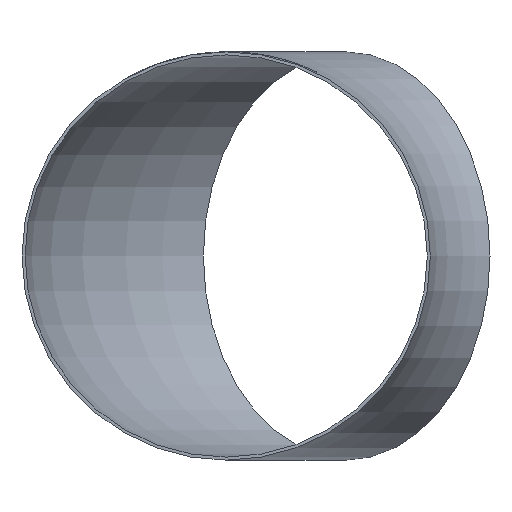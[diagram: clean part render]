
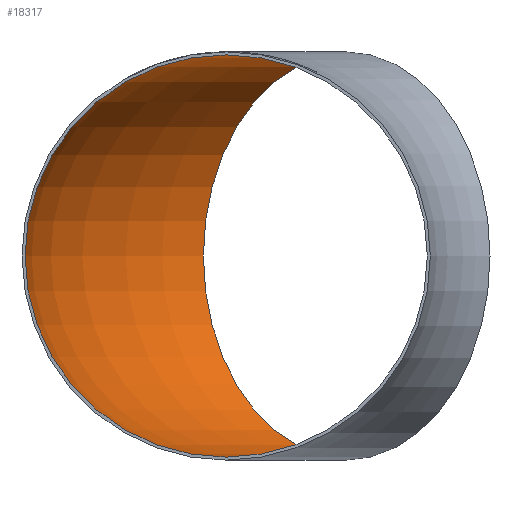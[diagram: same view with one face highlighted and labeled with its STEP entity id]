
A CAD part, front view. The second image highlights one B-rep face of the part: STEP entity #18317.
In plain terms, the highlighted toroidal (fillet/blend) face has major radius 406 mm and minor radius 200.2 mm.
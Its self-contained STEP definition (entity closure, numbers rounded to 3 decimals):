
#1850 = DIRECTION ( 'NONE',  ( 0., 0., -1. ) ) ;
#2839 = DIRECTION ( 'NONE',  ( 0.707, 0.707, 0. ) ) ;
#3212 = CARTESIAN_POINT ( 'NONE',  ( -287.085, 287.085, 0. ) ) ;
#4363 = FACE_OUTER_BOUND ( 'NONE', #17547, .T. ) ;
#5904 = DIRECTION ( 'NONE',  ( -0.707, 0.707, 0. ) ) ;
#6658 = CARTESIAN_POINT ( 'NONE',  ( -428.648, 428.648, 0. ) ) ;
#9003 = DIRECTION ( 'NONE',  ( 0., 1., 0. ) ) ;
#9035 = AXIS2_PLACEMENT_3D ( 'NONE', #20725, #9003, #20356 ) ;
#12434 = VERTEX_POINT ( 'NONE', #6658 ) ;
#13319 = CIRCLE ( 'NONE', #18242, 200.2 ) ;
#15124 = VERTEX_POINT ( 'NONE', #21273 ) ;
#16100 = CARTESIAN_POINT ( 'NONE',  ( 0., 0., 0. ) ) ;
#17547 = EDGE_LOOP ( 'NONE', ( #23520 ) ) ;
#18242 = AXIS2_PLACEMENT_3D ( 'NONE', #3212, #2839, #5904 ) ;
#18317 = ADVANCED_FACE ( 'NONE', ( #4363, #36656 ), #26332, .F. ) ;
#20356 = DIRECTION ( 'NONE',  ( 0., 0., 1. ) ) ;
#20725 = CARTESIAN_POINT ( 'NONE',  ( -406., 0., 0. ) ) ;
#21273 = CARTESIAN_POINT ( 'NONE',  ( -406., 0., 200.2 ) ) ;
#23478 = EDGE_LOOP ( 'NONE', ( #28105 ) ) ;
#23520 = ORIENTED_EDGE ( 'NONE', *, *, #28486, .T. ) ;
#25499 = DIRECTION ( 'NONE',  ( -1., 0., 0. ) ) ;
#25626 = CIRCLE ( 'NONE', #9035, 200.2 ) ;
#26332 = TOROIDAL_SURFACE ( 'NONE', #32230, 406., 200.2 ) ;
#26388 = EDGE_CURVE ( 'NONE', #15124, #15124, #25626, .T. ) ;
#28105 = ORIENTED_EDGE ( 'NONE', *, *, #26388, .F. ) ;
#28486 = EDGE_CURVE ( 'NONE', #12434, #12434, #13319, .T. ) ;
#32230 = AXIS2_PLACEMENT_3D ( 'NONE', #16100, #1850, #25499 ) ;
#36656 = FACE_OUTER_BOUND ( 'NONE', #23478, .T. ) ;
